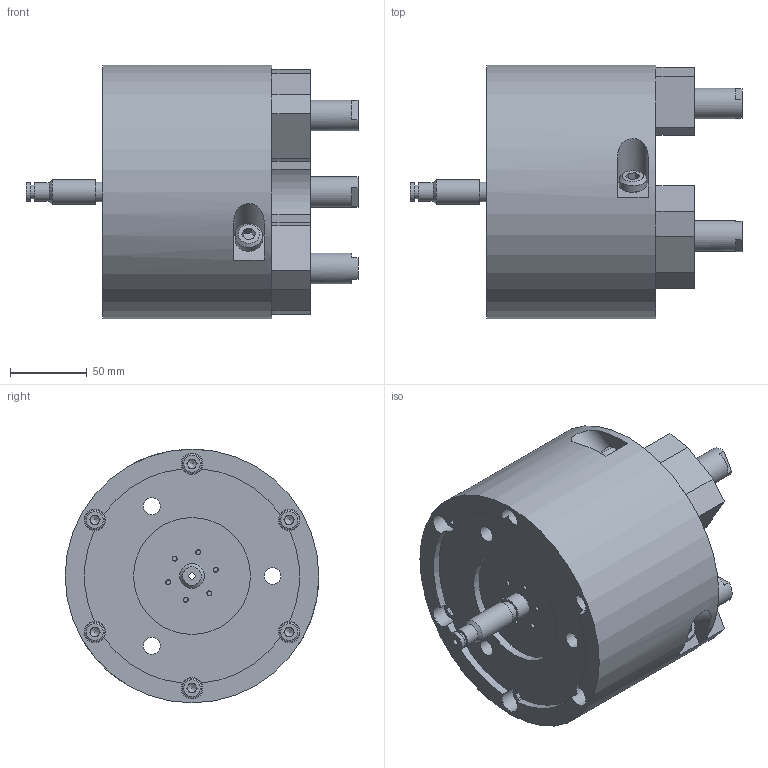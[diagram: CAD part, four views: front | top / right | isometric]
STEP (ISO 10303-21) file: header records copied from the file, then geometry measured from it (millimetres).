
FILE_DESCRIPTION(/* description */ ('Unknown'),/* implementation_level */ '2;1');
FILE_NAME(/* name */ 'FG06-Solid',/* time_stamp */ '2019-08-13T17:20:02+01:00',/* author */ ('Unknown'),/* organization */ ('Unknown'),/* preprocessor_version */ 'ST-DEVELOPER v16.7',/* originating_system */ 'DEX',/* authorisation */ $);
FILE_SCHEMA (('TECHNICAL_DATA_PACKAGING','AUTOMOTIVE_DESIGN {1 0 10303 214 3 1 1}'));
Length unit declared in the file: millimetre
Products named in the file (1): 61P242923_FG06_ASSY
Bounding box: 216 x 165 x 165 mm (x, y, z)
Volume: 1903187.2 mm3; surface area: 302164.5 mm2
Topology: 1 solids, 58 shells, 1152 faces, 2665 edges, 1734 vertices
Faces by surface type: plane 642, cylinder 338, cone 157, bspline 15
Full cylindrical faces by diameter (mm): 3.3 x6, 4 x19, 4.5 x6, 5 x7, 5.5 x3, 6.8 x27, 7 x5, 8 x57, 8.5 x3, 9 x13, 10 x4, 11 x9, 12 x14, 13 x22, 14 x27, 14.5 x3, 15.6 x1, 16 x16, 17 x1, 18 x8, 19 x1, 20 x6, 24 x1, 30 x6, 34.5 x3, 38 x1, 38.5 x1, 40 x3, 42 x1, 76 x1
Entity records: 37912 total; most frequent: CARTESIAN_POINT 6565, DIRECTION 4926, ORIENTED_EDGE 3910, AXIS2_PLACEMENT_3D 2007, EDGE_CURVE 1955, FACE_BOUND 1841, EDGE_LOOP 1783, VERTEX_POINT 1518
